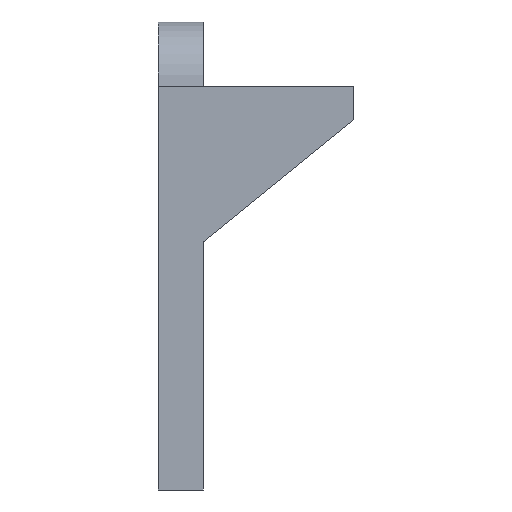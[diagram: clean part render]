
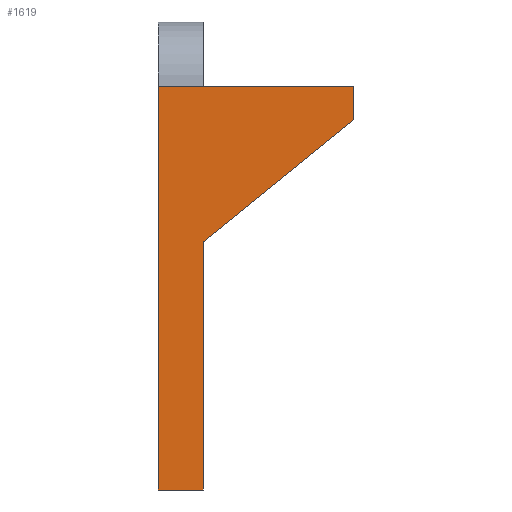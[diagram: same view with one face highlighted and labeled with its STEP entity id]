
A CAD part, left-side view. The second image highlights one B-rep face of the part: STEP entity #1619.
In plain terms, the highlighted planar face has unit normal (-1, 0, 0).
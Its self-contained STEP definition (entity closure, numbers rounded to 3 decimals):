
#48 = CARTESIAN_POINT ( 'NONE',  ( -21.7, -1., 8.5 ) ) ;
#105 = LINE ( 'NONE', #1737, #777 ) ;
#129 = VERTEX_POINT ( 'NONE', #317 ) ;
#171 = VERTEX_POINT ( 'NONE', #1388 ) ;
#201 = LINE ( 'NONE', #930, #1950 ) ;
#262 = EDGE_CURVE ( 'NONE', #895, #129, #2281, .T. ) ;
#264 = EDGE_CURVE ( 'NONE', #171, #1398, #105, .T. ) ;
#297 = AXIS2_PLACEMENT_3D ( 'NONE', #48, #961, #773 ) ;
#317 = CARTESIAN_POINT ( 'NONE',  ( -21.7, -39., 8.5 ) ) ;
#330 = ORIENTED_EDGE ( 'NONE', *, *, #1251, .T. ) ;
#340 = CARTESIAN_POINT ( 'NONE',  ( -21.7, -1., -69.912 ) ) ;
#398 = ORIENTED_EDGE ( 'NONE', *, *, #1803, .F. ) ;
#426 = LINE ( 'NONE', #2240, #2288 ) ;
#430 = LINE ( 'NONE', #965, #2111 ) ;
#446 = EDGE_CURVE ( 'NONE', #2186, #1103, #426, .T. ) ;
#565 = DIRECTION ( 'NONE',  ( 0., 0., 1. ) ) ;
#654 = CARTESIAN_POINT ( 'NONE',  ( -21.7, -1., 8.5 ) ) ;
#668 = DIRECTION ( 'NONE',  ( 0., 1., 0. ) ) ;
#703 = FACE_OUTER_BOUND ( 'NONE', #806, .T. ) ;
#773 = DIRECTION ( 'NONE',  ( 0., 1., 0. ) ) ;
#777 = VECTOR ( 'NONE', #668, 1000. ) ;
#806 = EDGE_LOOP ( 'NONE', ( #330, #2314, #853, #1116, #398, #1072 ) ) ;
#853 = ORIENTED_EDGE ( 'NONE', *, *, #1582, .T. ) ;
#895 = VERTEX_POINT ( 'NONE', #2004 ) ;
#930 = CARTESIAN_POINT ( 'NONE',  ( -21.7, -39., 8.5 ) ) ;
#961 = DIRECTION ( 'NONE',  ( 1., 0., 0. ) ) ;
#965 = CARTESIAN_POINT ( 'NONE',  ( -21.7, -1., 8.5 ) ) ;
#1072 = ORIENTED_EDGE ( 'NONE', *, *, #262, .F. ) ;
#1102 = PLANE ( 'NONE',  #297 ) ;
#1103 = VERTEX_POINT ( 'NONE', #1468 ) ;
#1116 = ORIENTED_EDGE ( 'NONE', *, *, #446, .T. ) ;
#1251 = EDGE_CURVE ( 'NONE', #895, #1398, #430, .T. ) ;
#1258 = CARTESIAN_POINT ( 'NONE',  ( -21.7, -9.8, 0. ) ) ;
#1388 = CARTESIAN_POINT ( 'NONE',  ( -21.7, -9.8, -69.912 ) ) ;
#1398 = VERTEX_POINT ( 'NONE', #340 ) ;
#1455 = LINE ( 'NONE', #1258, #2263 ) ;
#1468 = CARTESIAN_POINT ( 'NONE',  ( -21.7, -39., 2. ) ) ;
#1582 = EDGE_CURVE ( 'NONE', #171, #2186, #1455, .T. ) ;
#1619 = ADVANCED_FACE ( 'NONE', ( #703 ), #1102, .F. ) ;
#1643 = DIRECTION ( 'NONE',  ( 0., 0., -1. ) ) ;
#1688 = DIRECTION ( 'NONE',  ( 0., -0.776, 0.63 ) ) ;
#1713 = DIRECTION ( 'NONE',  ( 0., -1., 0. ) ) ;
#1737 = CARTESIAN_POINT ( 'NONE',  ( -21.7, -9.8, -69.912 ) ) ;
#1803 = EDGE_CURVE ( 'NONE', #129, #1103, #201, .T. ) ;
#1823 = VECTOR ( 'NONE', #1713, 1000. ) ;
#1950 = VECTOR ( 'NONE', #1643, 1000. ) ;
#2004 = CARTESIAN_POINT ( 'NONE',  ( -21.7, -1., 8.5 ) ) ;
#2023 = DIRECTION ( 'NONE',  ( 0., 0., -1. ) ) ;
#2111 = VECTOR ( 'NONE', #2023, 1000. ) ;
#2186 = VERTEX_POINT ( 'NONE', #2343 ) ;
#2240 = CARTESIAN_POINT ( 'NONE',  ( -21.7, -9.8, -21.712 ) ) ;
#2263 = VECTOR ( 'NONE', #565, 1000. ) ;
#2281 = LINE ( 'NONE', #654, #1823 ) ;
#2288 = VECTOR ( 'NONE', #1688, 1000. ) ;
#2314 = ORIENTED_EDGE ( 'NONE', *, *, #264, .F. ) ;
#2343 = CARTESIAN_POINT ( 'NONE',  ( -21.7, -9.8, -21.712 ) ) ;
